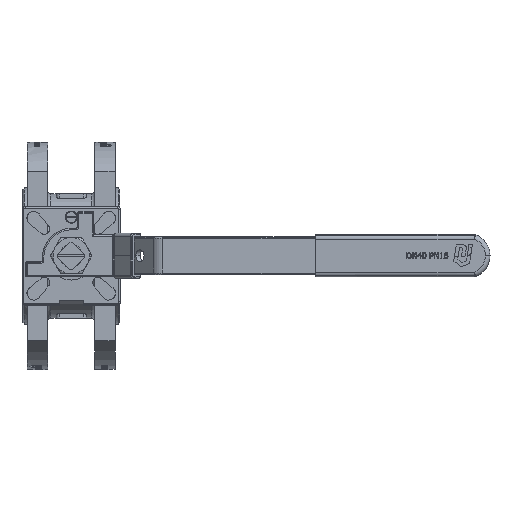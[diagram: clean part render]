
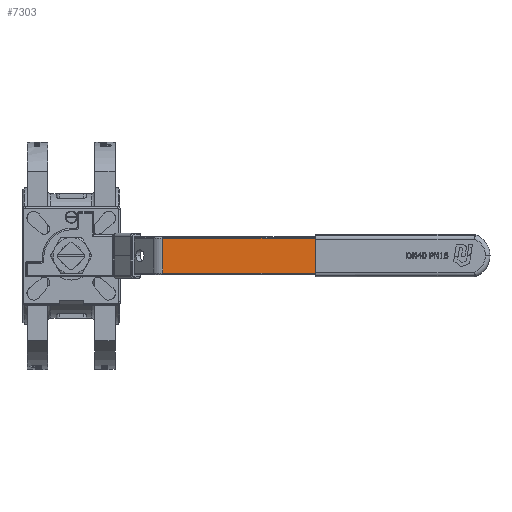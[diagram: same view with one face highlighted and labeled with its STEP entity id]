
A CAD part, top view. The second image highlights one B-rep face of the part: STEP entity #7303.
In plain terms, the highlighted planar face has unit normal (0, 0, 1).
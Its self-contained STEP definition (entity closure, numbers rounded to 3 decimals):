
#3838=CARTESIAN_POINT('',(60.427,-11.5,121.5));
#3839=VERTEX_POINT('',#3838);
#3929=CARTESIAN_POINT('',(268.286,-11.5,121.5));
#3930=VERTEX_POINT('',#3929);
#3992=CARTESIAN_POINT('',(268.286,-11.5,121.5));
#3993=DIRECTION('',(-1.,0.,0.));
#3994=VECTOR('',#3993,207.859);
#3995=LINE('',#3992,#3994);
#3996=EDGE_CURVE('',#3930,#3839,#3995,.T.);
#4674=CARTESIAN_POINT('',(60.427,11.5,121.5));
#4675=VERTEX_POINT('',#4674);
#4704=CARTESIAN_POINT('',(268.286,11.5,121.5));
#4705=VERTEX_POINT('',#4704);
#4706=CARTESIAN_POINT('',(60.427,11.5,121.5));
#4707=DIRECTION('',(1.,-0.,-0.));
#4708=VECTOR('',#4707,207.859);
#4709=LINE('',#4706,#4708);
#4710=EDGE_CURVE('',#4675,#4705,#4709,.T.);
#6972=CARTESIAN_POINT('',(261.391,-0.,121.5));
#6973=DIRECTION('',(0.,0.,1.));
#6974=DIRECTION('',(0.362,-0.932,0.));
#6975=AXIS2_PLACEMENT_3D('',#6972,#6973,#6974);
#6976=CIRCLE('',#6975,13.409);
#6977=EDGE_CURVE('',#3930,#4705,#6976,.T.);
#7287=CARTESIAN_POINT('',(60.427,0.,121.5));
#7288=DIRECTION('',(0.,0.,1.));
#7289=DIRECTION('',(1.,-0.,-0.));
#7290=AXIS2_PLACEMENT_3D('',#7287,#7288,#7289);
#7291=PLANE('',#7290);
#7292=ORIENTED_EDGE('',*,*,#3996,.F.);
#7293=ORIENTED_EDGE('',*,*,#6977,.T.);
#7294=ORIENTED_EDGE('',*,*,#4710,.F.);
#7295=CARTESIAN_POINT('',(60.427,-11.5,121.5));
#7296=DIRECTION('',(0.,1.,-0.));
#7297=VECTOR('',#7296,23.);
#7298=LINE('',#7295,#7297);
#7299=EDGE_CURVE('',#3839,#4675,#7298,.T.);
#7300=ORIENTED_EDGE('',*,*,#7299,.F.);
#7301=EDGE_LOOP('',(#7292,#7293,#7294,#7300));
#7302=FACE_BOUND('',#7301,.T.);
#7303=ADVANCED_FACE('',(#7302),#7291,.T.);
